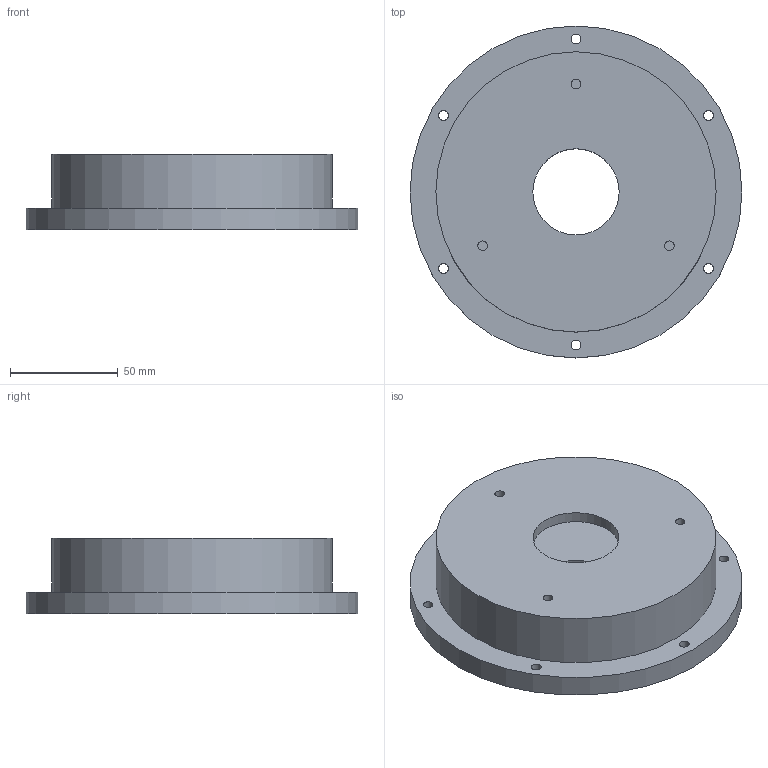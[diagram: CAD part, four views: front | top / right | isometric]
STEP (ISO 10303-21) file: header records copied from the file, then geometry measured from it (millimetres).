
FILE_DESCRIPTION(/* description */ (''),/* implementation_level */ '2;1');
FILE_NAME(/* name */ 'Primary_Mirror_Cell.step',/* time_stamp */ '2026-01-01T11:50:06-05:00',/* author */ (''),/* organization */ (''),/* preprocessor_version */ 'ST-DEVELOPER v20.1',/* originating_system */ 'Autodesk Translation Framework v14.21.0.0',/* authorisation */ '');
FILE_SCHEMA (('AUTOMOTIVE_DESIGN { 1 0 10303 214 3 1 1 }'));
Length unit declared in the file: millimetre
Products named in the file (2): Primary_Mirror_Cell; Floating_Plate
Assembly tree (1 placements, depth 2):
  Primary_Mirror_Cell
    Floating_Plate
Bounding box: 154 x 154 x 35 mm (x, y, z)
Volume: 230851.9 mm3; surface area: 87062.5 mm2
Topology: 2 solids, 2 shells, 50 faces, 111 edges, 74 vertices
Faces by surface type: plane 31, cylinder 19
Full cylindrical faces by diameter (mm): 4.5 x9, 12 x3, 40 x2, 115 x1, 118 x1, 120 x1, 130 x1, 154 x1
Entity records: 1491 total; most frequent: DIRECTION 255, CARTESIAN_POINT 238, ORIENTED_EDGE 222, EDGE_CURVE 111, AXIS2_PLACEMENT_3D 91, EDGE_LOOP 81, VERTEX_POINT 74, LINE 73
